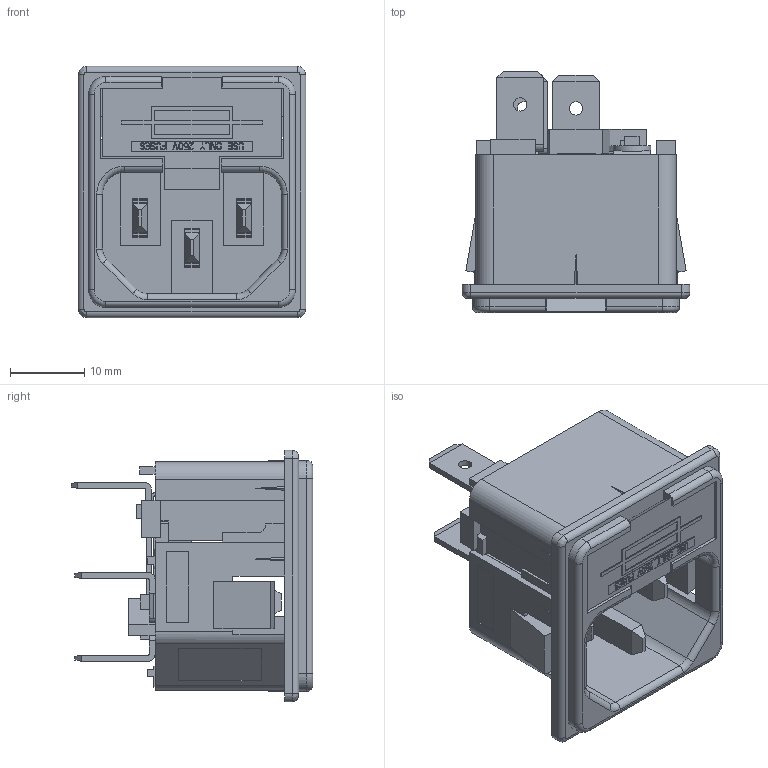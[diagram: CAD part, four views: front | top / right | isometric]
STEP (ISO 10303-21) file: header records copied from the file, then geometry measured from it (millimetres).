
FILE_DESCRIPTION(('STEP AP242'),'1');
FILE_NAME('pf0011-10-63.stp','2019-06-11T06:48:21',('TraceParts'),('TraceParts S.A.'),'Spatial InterOp 3D',' ',' ');
FILE_SCHEMA(('AP242_MANAGED_MODEL_BASED_3D_ENGINEERING_MIM_LF {1 0 10303 442 1 1 4}'));
Length unit declared in the file: millimetre
Products named in the file (1): pf0011-10-63_1
Bounding box: 30.73 x 32.58 x 33.91 mm (x, y, z)
Volume: 8055.9 mm3; surface area: 11249.9 mm2
Topology: 5 solids, 5 shells, 1386 faces, 3922 edges, 2586 vertices
Faces by surface type: plane 1216, cylinder 150, torus 10, bspline 8, extrusion 2
Entity records: 44511 total; most frequent: CARTESIAN_POINT 8195, ORIENTED_EDGE 7844, DIRECTION 7003, EDGE_CURVE 3922, VECTOR 3569, LINE 3567, VERTEX_POINT 2586, AXIS2_PLACEMENT_3D 1717
